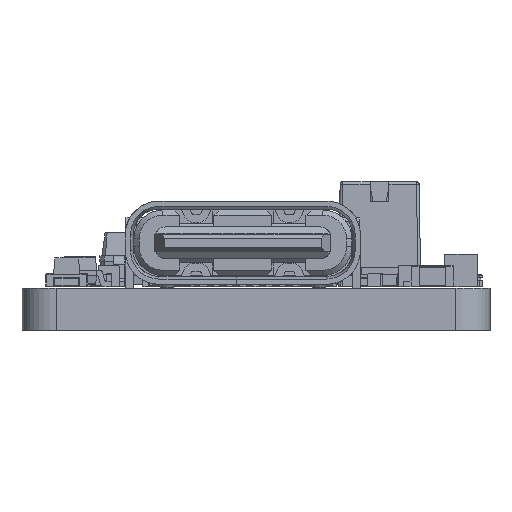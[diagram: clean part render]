
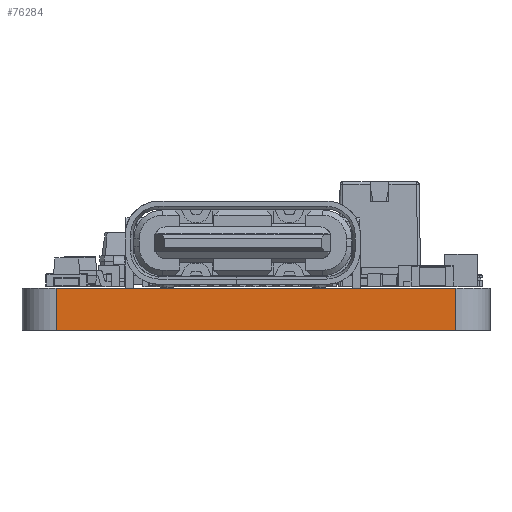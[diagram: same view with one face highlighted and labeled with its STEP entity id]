
A CAD part, left-side view. The second image highlights one B-rep face of the part: STEP entity #76284.
In plain terms, the highlighted planar face has unit normal (-1, 0, 0).
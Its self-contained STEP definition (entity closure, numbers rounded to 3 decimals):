
#74666 = VERTEX_POINT('',#74667);
#74667 = CARTESIAN_POINT('',(100.,-107.6,0.));
#74674 = EDGE_CURVE('',#74666,#74675,#74677,.T.);
#74675 = VERTEX_POINT('',#74676);
#74676 = CARTESIAN_POINT('',(100.,-92.4,0.));
#74677 = LINE('',#74678,#74679);
#74678 = CARTESIAN_POINT('',(100.,-107.6,0.));
#74679 = VECTOR('',#74680,1.);
#74680 = DIRECTION('',(0.,1.,0.));
#75423 = VERTEX_POINT('',#75424);
#75424 = CARTESIAN_POINT('',(100.,-107.6,1.6));
#75431 = EDGE_CURVE('',#75423,#75432,#75434,.T.);
#75432 = VERTEX_POINT('',#75433);
#75433 = CARTESIAN_POINT('',(100.,-92.4,1.6));
#75434 = LINE('',#75435,#75436);
#75435 = CARTESIAN_POINT('',(100.,-107.6,1.6));
#75436 = VECTOR('',#75437,1.);
#75437 = DIRECTION('',(0.,1.,0.));
#76271 = EDGE_CURVE('',#74675,#75432,#76272,.T.);
#76272 = LINE('',#76273,#76274);
#76273 = CARTESIAN_POINT('',(100.,-92.4,0.));
#76274 = VECTOR('',#76275,1.);
#76275 = DIRECTION('',(0.,0.,1.));
#76284 = ADVANCED_FACE('',(#76285),#76296,.T.);
#76285 = FACE_BOUND('',#76286,.T.);
#76286 = EDGE_LOOP('',(#76287,#76293,#76294,#76295));
#76287 = ORIENTED_EDGE('',*,*,#76288,.T.);
#76288 = EDGE_CURVE('',#74666,#75423,#76289,.T.);
#76289 = LINE('',#76290,#76291);
#76290 = CARTESIAN_POINT('',(100.,-107.6,0.));
#76291 = VECTOR('',#76292,1.);
#76292 = DIRECTION('',(0.,0.,1.));
#76293 = ORIENTED_EDGE('',*,*,#75431,.T.);
#76294 = ORIENTED_EDGE('',*,*,#76271,.F.);
#76295 = ORIENTED_EDGE('',*,*,#74674,.F.);
#76296 = PLANE('',#76297);
#76297 = AXIS2_PLACEMENT_3D('',#76298,#76299,#76300);
#76298 = CARTESIAN_POINT('',(100.,-107.6,0.));
#76299 = DIRECTION('',(-1.,0.,0.));
#76300 = DIRECTION('',(0.,1.,0.));
